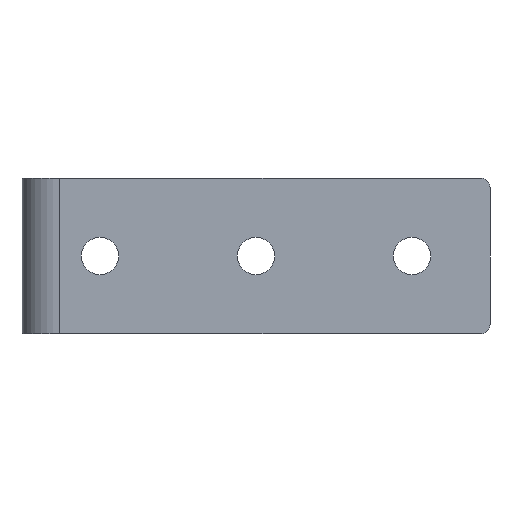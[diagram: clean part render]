
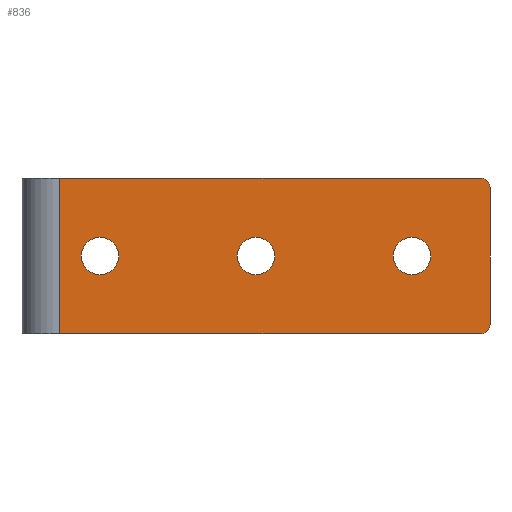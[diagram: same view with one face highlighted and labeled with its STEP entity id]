
A CAD part, front view. The second image highlights one B-rep face of the part: STEP entity #836.
In plain terms, the highlighted planar face has unit normal (0, -1, 0).
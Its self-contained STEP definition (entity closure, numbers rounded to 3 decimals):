
#29 = DIRECTION ( 'NONE',  ( 0., 1., 0. ) ) ;
#37 = CARTESIAN_POINT ( 'NONE',  ( 24., 0., -1.905 ) ) ;
#48 = DIRECTION ( 'NONE',  ( 0., 1., 0. ) ) ;
#55 = DIRECTION ( 'NONE',  ( 0., 0., 1. ) ) ;
#64 = CARTESIAN_POINT ( 'NONE',  ( 0., 0., -8. ) ) ;
#70 = VERTEX_POINT ( 'NONE', #276 ) ;
#74 = CARTESIAN_POINT ( 'NONE',  ( 40., 0., 0. ) ) ;
#82 = ORIENTED_EDGE ( 'NONE', *, *, #896, .F. ) ;
#90 = DIRECTION ( 'NONE',  ( 1., 0., 0. ) ) ;
#110 = CARTESIAN_POINT ( 'NONE',  ( 47., 0., -8. ) ) ;
#111 = AXIS2_PLACEMENT_3D ( 'NONE', #763, #540, #695 ) ;
#120 = ORIENTED_EDGE ( 'NONE', *, *, #682, .F. ) ;
#122 = DIRECTION ( 'NONE',  ( 0., 1., 0. ) ) ;
#124 = ORIENTED_EDGE ( 'NONE', *, *, #728, .F. ) ;
#144 = CIRCLE ( 'NONE', #944, 1. ) ;
#148 = DIRECTION ( 'NONE',  ( 0., 1., 0. ) ) ;
#158 = EDGE_CURVE ( 'NONE', #70, #246, #936, .T. ) ;
#160 = VECTOR ( 'NONE', #90, 1000. ) ;
#168 = DIRECTION ( 'NONE',  ( 0., 1., 0. ) ) ;
#173 = CIRCLE ( 'NONE', #512, 1.905 ) ;
#186 = AXIS2_PLACEMENT_3D ( 'NONE', #710, #168, #554 ) ;
#195 = ORIENTED_EDGE ( 'NONE', *, *, #956, .T. ) ;
#204 = CARTESIAN_POINT ( 'NONE',  ( 8., 0., 1.905 ) ) ;
#228 = VECTOR ( 'NONE', #919, 1000. ) ;
#246 = VERTEX_POINT ( 'NONE', #37 ) ;
#276 = CARTESIAN_POINT ( 'NONE',  ( 24., 0., 1.905 ) ) ;
#282 = EDGE_CURVE ( 'NONE', #562, #688, #523, .T. ) ;
#325 = VECTOR ( 'NONE', #963, 1000. ) ;
#333 = DIRECTION ( 'NONE',  ( 0., 1., 0. ) ) ;
#334 = CARTESIAN_POINT ( 'NONE',  ( 24., 0., 0. ) ) ;
#354 = AXIS2_PLACEMENT_3D ( 'NONE', #656, #122, #55 ) ;
#359 = DIRECTION ( 'NONE',  ( 0., 0., 1. ) ) ;
#363 = ORIENTED_EDGE ( 'NONE', *, *, #158, .T. ) ;
#373 = AXIS2_PLACEMENT_3D ( 'NONE', #544, #29, #468 ) ;
#374 = DIRECTION ( 'NONE',  ( 0., 0., 1. ) ) ;
#391 = EDGE_CURVE ( 'NONE', #961, #815, #144, .T. ) ;
#392 = ORIENTED_EDGE ( 'NONE', *, *, #418, .T. ) ;
#393 = CARTESIAN_POINT ( 'NONE',  ( 3.873, 0., 8. ) ) ;
#397 = LINE ( 'NONE', #64, #807 ) ;
#401 = EDGE_LOOP ( 'NONE', ( #363, #392 ) ) ;
#418 = EDGE_CURVE ( 'NONE', #246, #70, #834, .T. ) ;
#432 = CARTESIAN_POINT ( 'NONE',  ( 48., 0., 7. ) ) ;
#437 = ORIENTED_EDGE ( 'NONE', *, *, #971, .F. ) ;
#446 = CARTESIAN_POINT ( 'NONE',  ( 3.873, 0., -8. ) ) ;
#449 = FACE_BOUND ( 'NONE', #831, .T. ) ;
#453 = CARTESIAN_POINT ( 'NONE',  ( 40., 0., 1.905 ) ) ;
#456 = VERTEX_POINT ( 'NONE', #446 ) ;
#468 = DIRECTION ( 'NONE',  ( 0., 0., 1. ) ) ;
#483 = CARTESIAN_POINT ( 'NONE',  ( 3.873, 0., 0. ) ) ;
#486 = AXIS2_PLACEMENT_3D ( 'NONE', #527, #755, #374 ) ;
#487 = VERTEX_POINT ( 'NONE', #204 ) ;
#512 = AXIS2_PLACEMENT_3D ( 'NONE', #74, #978, #359 ) ;
#523 = CIRCLE ( 'NONE', #373, 1.905 ) ;
#527 = CARTESIAN_POINT ( 'NONE',  ( 8., 0., 0. ) ) ;
#538 = EDGE_CURVE ( 'NONE', #646, #487, #951, .T. ) ;
#539 = CARTESIAN_POINT ( 'NONE',  ( 0., 0., 8. ) ) ;
#540 = DIRECTION ( 'NONE',  ( 0., 1., 0. ) ) ;
#544 = CARTESIAN_POINT ( 'NONE',  ( 40., 0., 0. ) ) ;
#554 = DIRECTION ( 'NONE',  ( 0., 0., 1. ) ) ;
#562 = VERTEX_POINT ( 'NONE', #653 ) ;
#575 = LINE ( 'NONE', #539, #160 ) ;
#586 = CIRCLE ( 'NONE', #486, 1.905 ) ;
#596 = CARTESIAN_POINT ( 'NONE',  ( 47., 0., 8. ) ) ;
#611 = DIRECTION ( 'NONE',  ( 0., 0., 1. ) ) ;
#628 = EDGE_LOOP ( 'NONE', ( #844, #691 ) ) ;
#635 = ORIENTED_EDGE ( 'NONE', *, *, #391, .F. ) ;
#646 = VERTEX_POINT ( 'NONE', #957 ) ;
#648 = CARTESIAN_POINT ( 'NONE',  ( 48., 0., -7. ) ) ;
#653 = CARTESIAN_POINT ( 'NONE',  ( 40., 0., -1.905 ) ) ;
#656 = CARTESIAN_POINT ( 'NONE',  ( 8., 0., 0. ) ) ;
#658 = AXIS2_PLACEMENT_3D ( 'NONE', #334, #48, #874 ) ;
#661 = FACE_OUTER_BOUND ( 'NONE', #820, .T. ) ;
#667 = ORIENTED_EDGE ( 'NONE', *, *, #764, .F. ) ;
#682 = EDGE_CURVE ( 'NONE', #456, #796, #840, .T. ) ;
#685 = FACE_BOUND ( 'NONE', #628, .T. ) ;
#687 = CARTESIAN_POINT ( 'NONE',  ( 47., 0., 7. ) ) ;
#688 = VERTEX_POINT ( 'NONE', #453 ) ;
#691 = ORIENTED_EDGE ( 'NONE', *, *, #282, .T. ) ;
#695 = DIRECTION ( 'NONE',  ( 0., 0., 1. ) ) ;
#710 = CARTESIAN_POINT ( 'NONE',  ( 0., 0., 0. ) ) ;
#728 = EDGE_CURVE ( 'NONE', #796, #961, #575, .T. ) ;
#732 = AXIS2_PLACEMENT_3D ( 'NONE', #876, #333, #792 ) ;
#734 = CARTESIAN_POINT ( 'NONE',  ( 48., 0., 0. ) ) ;
#755 = DIRECTION ( 'NONE',  ( 0., 1., 0. ) ) ;
#758 = LINE ( 'NONE', #734, #325 ) ;
#763 = CARTESIAN_POINT ( 'NONE',  ( 24., 0., 0. ) ) ;
#764 = EDGE_CURVE ( 'NONE', #851, #839, #959, .T. ) ;
#792 = DIRECTION ( 'NONE',  ( 0., 0., 1. ) ) ;
#796 = VERTEX_POINT ( 'NONE', #393 ) ;
#807 = VECTOR ( 'NONE', #848, 1000. ) ;
#815 = VERTEX_POINT ( 'NONE', #432 ) ;
#820 = EDGE_LOOP ( 'NONE', ( #82, #667, #437, #635, #124, #120 ) ) ;
#831 = EDGE_LOOP ( 'NONE', ( #195, #950 ) ) ;
#834 = CIRCLE ( 'NONE', #111, 1.905 ) ;
#836 = ADVANCED_FACE ( 'NONE', ( #661, #852, #685, #449 ), #857, .F. ) ;
#839 = VERTEX_POINT ( 'NONE', #110 ) ;
#840 = LINE ( 'NONE', #483, #228 ) ;
#844 = ORIENTED_EDGE ( 'NONE', *, *, #937, .T. ) ;
#848 = DIRECTION ( 'NONE',  ( -1., 0., 0. ) ) ;
#851 = VERTEX_POINT ( 'NONE', #648 ) ;
#852 = FACE_BOUND ( 'NONE', #401, .T. ) ;
#857 = PLANE ( 'NONE',  #186 ) ;
#874 = DIRECTION ( 'NONE',  ( 0., 0., 1. ) ) ;
#876 = CARTESIAN_POINT ( 'NONE',  ( 47., 0., -7. ) ) ;
#896 = EDGE_CURVE ( 'NONE', #839, #456, #397, .T. ) ;
#919 = DIRECTION ( 'NONE',  ( 0., 0., 1. ) ) ;
#936 = CIRCLE ( 'NONE', #658, 1.905 ) ;
#937 = EDGE_CURVE ( 'NONE', #688, #562, #173, .T. ) ;
#944 = AXIS2_PLACEMENT_3D ( 'NONE', #687, #148, #611 ) ;
#950 = ORIENTED_EDGE ( 'NONE', *, *, #538, .T. ) ;
#951 = CIRCLE ( 'NONE', #354, 1.905 ) ;
#956 = EDGE_CURVE ( 'NONE', #487, #646, #586, .T. ) ;
#957 = CARTESIAN_POINT ( 'NONE',  ( 8., 0., -1.905 ) ) ;
#959 = CIRCLE ( 'NONE', #732, 1. ) ;
#961 = VERTEX_POINT ( 'NONE', #596 ) ;
#963 = DIRECTION ( 'NONE',  ( 0., 0., -1. ) ) ;
#971 = EDGE_CURVE ( 'NONE', #815, #851, #758, .T. ) ;
#978 = DIRECTION ( 'NONE',  ( 0., 1., 0. ) ) ;
